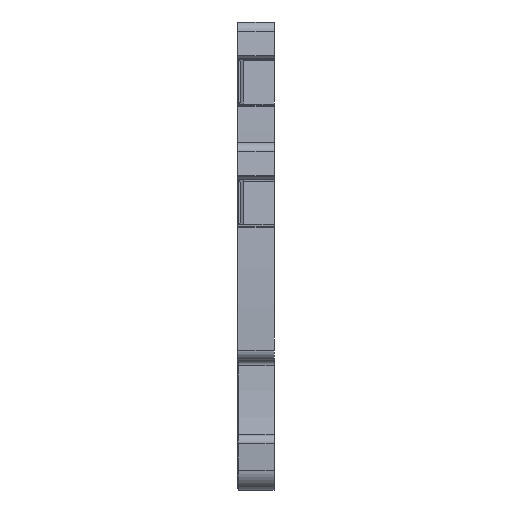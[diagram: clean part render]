
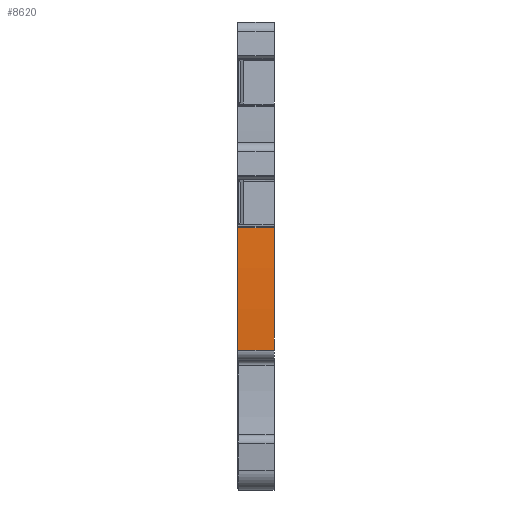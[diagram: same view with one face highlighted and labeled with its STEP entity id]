
A CAD part, front view. The second image highlights one B-rep face of the part: STEP entity #8620.
In plain terms, the highlighted cylindrical face has radius 122.2 mm (diameter 244.4 mm), a partial arc.
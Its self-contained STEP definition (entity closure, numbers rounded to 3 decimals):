
#1305=AXIS2_PLACEMENT_3D('Circle Axis2P3D',#1303,#1304,$) ;
#7931=AXIS2_PLACEMENT_3D('Cylinder Axis2P3D',#7928,#7929,#7930) ;
#8604=AXIS2_PLACEMENT_3D('Circle Axis2P3D',#8602,#8603,$) ;
#1300=CARTESIAN_POINT('Vertex',(3.5,1.748,25.212)) ;
#1303=CARTESIAN_POINT('Axis2P3D Location',(3.5,123.675,17.05)) ;
#1307=CARTESIAN_POINT('Vertex',(3.5,1.529,13.42)) ;
#7928=CARTESIAN_POINT('Axis2P3D Location',(1.75,123.675,17.05)) ;
#8586=CARTESIAN_POINT('Vertex',(0.,1.748,25.212)) ;
#8589=CARTESIAN_POINT('Line Origine',(1.75,1.748,25.212)) ;
#8602=CARTESIAN_POINT('Axis2P3D Location',(0.,123.675,17.05)) ;
#8606=CARTESIAN_POINT('Vertex',(0.,1.529,13.42)) ;
#8609=CARTESIAN_POINT('Line Origine',(1.75,1.529,13.42)) ;
#1304=DIRECTION('Axis2P3D Direction',(1.,0.,0.)) ;
#7929=DIRECTION('Axis2P3D Direction',(1.,0.,0.)) ;
#7930=DIRECTION('Axis2P3D XDirection',(0.,-0.992,0.126)) ;
#8590=DIRECTION('Vector Direction',(1.,0.,0.)) ;
#8603=DIRECTION('Axis2P3D Direction',(1.,0.,0.)) ;
#8610=DIRECTION('Vector Direction',(1.,0.,0.)) ;
#8591=VECTOR('Line Direction',#8590,1.) ;
#8611=VECTOR('Line Direction',#8610,1.) ;
#8615=ORIENTED_EDGE('',*,*,#8608,.T.) ;
#8616=ORIENTED_EDGE('',*,*,#8613,.F.) ;
#8617=ORIENTED_EDGE('',*,*,#1309,.F.) ;
#8618=ORIENTED_EDGE('',*,*,#8593,.T.) ;
#8620=ADVANCED_FACE('V1',(#8619),#7932,.T.) ;
#1306=CIRCLE('generated circle',#1305,122.2) ;
#8605=CIRCLE('generated circle',#8604,122.2) ;
#7932=CYLINDRICAL_SURFACE('generated cylinder',#7931,122.2) ;
#1309=EDGE_CURVE('',#1301,#1308,#1306,.T.) ;
#8593=EDGE_CURVE('',#1301,#8587,#8592,.F.) ;
#8608=EDGE_CURVE('',#8587,#8607,#8605,.T.) ;
#8613=EDGE_CURVE('',#1308,#8607,#8612,.F.) ;
#8614=EDGE_LOOP('',(#8615,#8616,#8617,#8618)) ;
#8619=FACE_OUTER_BOUND('',#8614,.T.) ;
#8592=LINE('Line',#8589,#8591) ;
#8612=LINE('Line',#8609,#8611) ;
#1301=VERTEX_POINT('',#1300) ;
#1308=VERTEX_POINT('',#1307) ;
#8587=VERTEX_POINT('',#8586) ;
#8607=VERTEX_POINT('',#8606) ;
